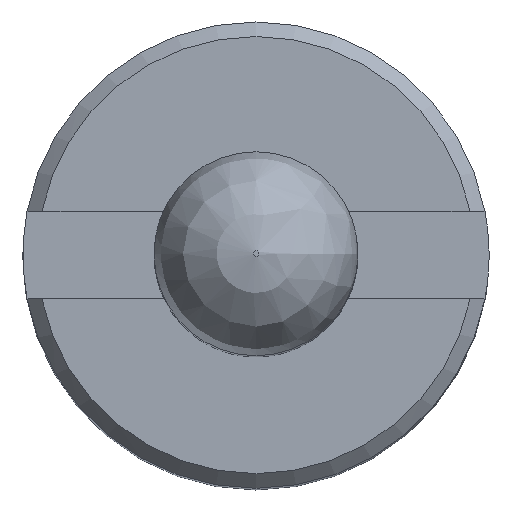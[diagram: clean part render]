
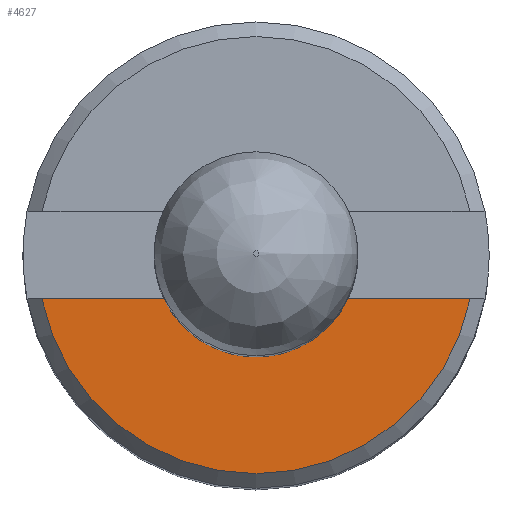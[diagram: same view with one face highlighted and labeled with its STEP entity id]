
A CAD part, top view. The second image highlights one B-rep face of the part: STEP entity #4627.
In plain terms, the highlighted face is planar.
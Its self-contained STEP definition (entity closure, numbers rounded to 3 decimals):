
#125=CIRCLE('',#4893,7.5);
#126=CIRCLE('',#4894,3.5);
#213=PLANE('',#4892);
#505=FACE_OUTER_BOUND('',#776,.T.);
#776=EDGE_LOOP('',(#3959,#3960,#3961,#3962));
#1058=LINE('',#11136,#1345);
#1064=LINE('',#11156,#1351);
#1345=VECTOR('',#5541,10.);
#1351=VECTOR('',#5549,10.);
#2029=VERTEX_POINT('',#11132);
#2031=VERTEX_POINT('',#11135);
#2035=VERTEX_POINT('',#11146);
#2038=VERTEX_POINT('',#11152);
#2666=EDGE_CURVE('',#2031,#2029,#1058,.T.);
#2674=EDGE_CURVE('',#2035,#2038,#1064,.T.);
#2697=EDGE_CURVE('',#2038,#2031,#125,.T.);
#2698=EDGE_CURVE('',#2035,#2029,#126,.T.);
#3959=ORIENTED_EDGE('',*,*,#2674,.T.);
#3960=ORIENTED_EDGE('',*,*,#2697,.T.);
#3961=ORIENTED_EDGE('',*,*,#2666,.T.);
#3962=ORIENTED_EDGE('',*,*,#2698,.F.);
#4627=ADVANCED_FACE('',(#505),#213,.T.);
#4892=AXIS2_PLACEMENT_3D('',#11202,#5593,#5594);
#4893=AXIS2_PLACEMENT_3D('',#11203,#5595,#5596);
#4894=AXIS2_PLACEMENT_3D('',#11204,#5597,#5598);
#5541=DIRECTION('',(0.,1.,0.));
#5549=DIRECTION('',(0.,1.,0.));
#5593=DIRECTION('center_axis',(1.,0.,0.));
#5594=DIRECTION('ref_axis',(0.,0.,-1.));
#5595=DIRECTION('center_axis',(1.,0.,0.));
#5596=DIRECTION('ref_axis',(0.,1.,0.));
#5597=DIRECTION('center_axis',(1.,0.,0.));
#5598=DIRECTION('ref_axis',(0.,1.,0.));
#11132=CARTESIAN_POINT('',(120.,-3.162,1.5));
#11135=CARTESIAN_POINT('',(120.,-7.348,1.5));
#11136=CARTESIAN_POINT('',(120.,6.923,1.5));
#11146=CARTESIAN_POINT('',(120.,3.162,1.5));
#11152=CARTESIAN_POINT('',(120.,7.348,1.5));
#11156=CARTESIAN_POINT('',(120.,6.923,1.5));
#11202=CARTESIAN_POINT('Origin',(120.,5.5,0.));
#11203=CARTESIAN_POINT('Origin',(120.,0.,0.));
#11204=CARTESIAN_POINT('Origin',(120.,0.,0.));
